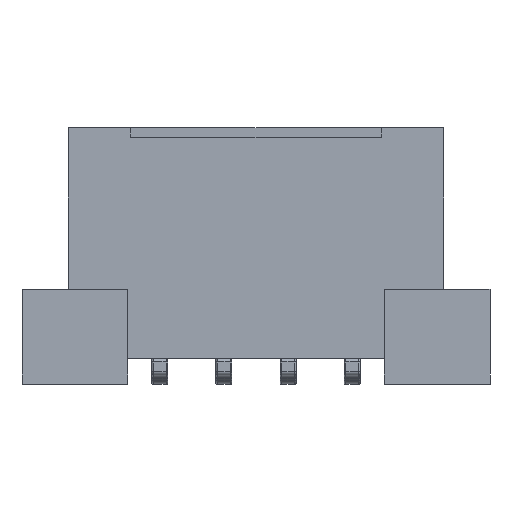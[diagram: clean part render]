
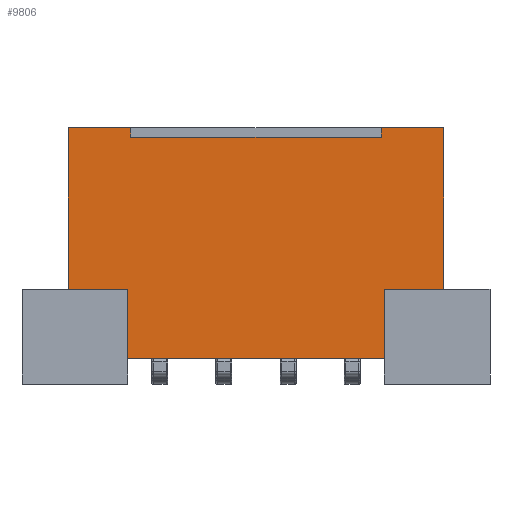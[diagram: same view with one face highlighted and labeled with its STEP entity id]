
A CAD part, front view. The second image highlights one B-rep face of the part: STEP entity #9806.
In plain terms, the highlighted planar face has unit normal (0, -1, 0).
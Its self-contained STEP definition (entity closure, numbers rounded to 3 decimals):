
#300 = CARTESIAN_POINT ( 'NONE',  ( -1., -3.3, 7.71 ) ) ;
#694 = CARTESIAN_POINT ( 'NONE',  ( 8.85, -3.3, 8.01 ) ) ;
#705 = CARTESIAN_POINT ( 'NONE',  ( -2.85, -3.3, 2.96 ) ) ;
#881 = ORIENTED_EDGE ( 'NONE', *, *, #20250, .F. ) ;
#1236 = VERTEX_POINT ( 'NONE', #20208 ) ;
#1525 = ORIENTED_EDGE ( 'NONE', *, *, #16820, .F. ) ;
#1634 = VERTEX_POINT ( 'NONE', #7864 ) ;
#1870 = VECTOR ( 'NONE', #25778, 1000. ) ;
#2253 = VERTEX_POINT ( 'NONE', #30614 ) ;
#2254 = LINE ( 'NONE', #22201, #16273 ) ;
#2764 = PLANE ( 'NONE',  #29358 ) ;
#3471 = LINE ( 'NONE', #26243, #15815 ) ;
#4061 = VECTOR ( 'NONE', #9332, 1000. ) ;
#4450 = VERTEX_POINT ( 'NONE', #11598 ) ;
#5132 = DIRECTION ( 'NONE',  ( -1., 0., 0. ) ) ;
#5143 = VERTEX_POINT ( 'NONE', #7902 ) ;
#5179 = VECTOR ( 'NONE', #26064, 1000. ) ;
#5200 = EDGE_CURVE ( 'NONE', #15822, #35786, #2254, .T. ) ;
#5242 = VECTOR ( 'NONE', #28494, 1000. ) ;
#5498 = CARTESIAN_POINT ( 'NONE',  ( -1., -3.3, 2.96 ) ) ;
#6070 = DIRECTION ( 'NONE',  ( 0., 0., -1. ) ) ;
#7018 = DIRECTION ( 'NONE',  ( 1., 0., 0. ) ) ;
#7126 = LINE ( 'NONE', #29588, #5179 ) ;
#7380 = VECTOR ( 'NONE', #34739, 1000. ) ;
#7864 = CARTESIAN_POINT ( 'NONE',  ( -0.9, -3.3, 8.01 ) ) ;
#7902 = CARTESIAN_POINT ( 'NONE',  ( -2.85, -3.3, 2.96 ) ) ;
#8187 = ORIENTED_EDGE ( 'NONE', *, *, #26816, .T. ) ;
#9332 = DIRECTION ( 'NONE',  ( 0., 0., 1. ) ) ;
#9397 = VECTOR ( 'NONE', #20951, 1000. ) ;
#9802 = ORIENTED_EDGE ( 'NONE', *, *, #16409, .F. ) ;
#9806 = ADVANCED_FACE ( 'NONE', ( #27971 ), #2764, .F. ) ;
#10098 = ORIENTED_EDGE ( 'NONE', *, *, #16510, .F. ) ;
#10768 = VERTEX_POINT ( 'NONE', #15875 ) ;
#11049 = CARTESIAN_POINT ( 'NONE',  ( -0.9, -3.3, 8.01 ) ) ;
#11403 = DIRECTION ( 'NONE',  ( 0., 1., 0. ) ) ;
#11555 = LINE ( 'NONE', #694, #5242 ) ;
#11598 = CARTESIAN_POINT ( 'NONE',  ( -1., -3.3, 0.81 ) ) ;
#12503 = VERTEX_POINT ( 'NONE', #28134 ) ;
#12732 = EDGE_CURVE ( 'NONE', #10768, #4450, #32702, .T. ) ;
#12957 = CARTESIAN_POINT ( 'NONE',  ( 8.85, -3.3, 0.81 ) ) ;
#12998 = CARTESIAN_POINT ( 'NONE',  ( -0.9, -3.3, 7.71 ) ) ;
#14353 = EDGE_CURVE ( 'NONE', #15822, #1236, #14837, .T. ) ;
#14837 = LINE ( 'NONE', #15603, #7380 ) ;
#15365 = LINE ( 'NONE', #17628, #32158 ) ;
#15603 = CARTESIAN_POINT ( 'NONE',  ( 8.85, -3.3, 2.96 ) ) ;
#15815 = VECTOR ( 'NONE', #17718, 1000. ) ;
#15822 = VERTEX_POINT ( 'NONE', #21367 ) ;
#15875 = CARTESIAN_POINT ( 'NONE',  ( 7., -3.3, 0.81 ) ) ;
#16079 = VECTOR ( 'NONE', #5132, 1000. ) ;
#16273 = VECTOR ( 'NONE', #25168, 1000. ) ;
#16409 = EDGE_CURVE ( 'NONE', #35786, #10768, #3471, .T. ) ;
#16510 = EDGE_CURVE ( 'NONE', #24839, #5143, #7126, .T. ) ;
#16513 = ORIENTED_EDGE ( 'NONE', *, *, #14353, .T. ) ;
#16715 = ORIENTED_EDGE ( 'NONE', *, *, #5200, .F. ) ;
#16820 = EDGE_CURVE ( 'NONE', #5143, #12503, #17180, .T. ) ;
#17180 = LINE ( 'NONE', #705, #4061 ) ;
#17628 = CARTESIAN_POINT ( 'NONE',  ( 7., -3.3, 7.71 ) ) ;
#17718 = DIRECTION ( 'NONE',  ( 0., 0., -1. ) ) ;
#17960 = VERTEX_POINT ( 'NONE', #12998 ) ;
#18091 = ORIENTED_EDGE ( 'NONE', *, *, #12732, .F. ) ;
#18158 = CARTESIAN_POINT ( 'NONE',  ( 6.9, -3.3, 8.01 ) ) ;
#19276 = LINE ( 'NONE', #36536, #1870 ) ;
#20150 = DIRECTION ( 'NONE',  ( -1., 0., 0. ) ) ;
#20208 = CARTESIAN_POINT ( 'NONE',  ( 8.85, -3.3, 8.01 ) ) ;
#20250 = EDGE_CURVE ( 'NONE', #17960, #2253, #15365, .T. ) ;
#20595 = ORIENTED_EDGE ( 'NONE', *, *, #30193, .F. ) ;
#20951 = DIRECTION ( 'NONE',  ( -1., 0., 0. ) ) ;
#21367 = CARTESIAN_POINT ( 'NONE',  ( 8.85, -3.3, 2.96 ) ) ;
#22201 = CARTESIAN_POINT ( 'NONE',  ( 8.85, -3.3, 2.96 ) ) ;
#23103 = CARTESIAN_POINT ( 'NONE',  ( 8.85, -3.3, 2.96 ) ) ;
#23185 = EDGE_CURVE ( 'NONE', #23243, #2253, #19276, .T. ) ;
#23243 = VERTEX_POINT ( 'NONE', #18158 ) ;
#24348 = EDGE_LOOP ( 'NONE', ( #18091, #9802, #16715, #16513, #25616, #25975, #881, #20595, #25600, #1525, #10098, #8187 ) ) ;
#24728 = EDGE_CURVE ( 'NONE', #1634, #12503, #33150, .T. ) ;
#24839 = VERTEX_POINT ( 'NONE', #5498 ) ;
#25168 = DIRECTION ( 'NONE',  ( -1., 0., 0. ) ) ;
#25600 = ORIENTED_EDGE ( 'NONE', *, *, #24728, .T. ) ;
#25616 = ORIENTED_EDGE ( 'NONE', *, *, #32039, .T. ) ;
#25778 = DIRECTION ( 'NONE',  ( 0., 0., -1. ) ) ;
#25975 = ORIENTED_EDGE ( 'NONE', *, *, #23185, .T. ) ;
#26064 = DIRECTION ( 'NONE',  ( -1., 0., 0. ) ) ;
#26243 = CARTESIAN_POINT ( 'NONE',  ( 7., -3.3, 7.71 ) ) ;
#26340 = VECTOR ( 'NONE', #28282, 1000. ) ;
#26816 = EDGE_CURVE ( 'NONE', #24839, #4450, #28462, .T. ) ;
#27971 = FACE_OUTER_BOUND ( 'NONE', #24348, .T. ) ;
#28134 = CARTESIAN_POINT ( 'NONE',  ( -2.85, -3.3, 8.01 ) ) ;
#28282 = DIRECTION ( 'NONE',  ( 0., 0., -1. ) ) ;
#28462 = LINE ( 'NONE', #300, #26340 ) ;
#28494 = DIRECTION ( 'NONE',  ( -1., 0., 0. ) ) ;
#29358 = AXIS2_PLACEMENT_3D ( 'NONE', #23103, #11403, #20150 ) ;
#29588 = CARTESIAN_POINT ( 'NONE',  ( -2.85, -3.3, 2.96 ) ) ;
#30193 = EDGE_CURVE ( 'NONE', #1634, #17960, #33917, .T. ) ;
#30514 = CARTESIAN_POINT ( 'NONE',  ( -2.85, -3.3, 8.01 ) ) ;
#30614 = CARTESIAN_POINT ( 'NONE',  ( 6.9, -3.3, 7.71 ) ) ;
#32039 = EDGE_CURVE ( 'NONE', #1236, #23243, #11555, .T. ) ;
#32158 = VECTOR ( 'NONE', #7018, 1000. ) ;
#32702 = LINE ( 'NONE', #12957, #9397 ) ;
#33041 = CARTESIAN_POINT ( 'NONE',  ( 7., -3.3, 2.96 ) ) ;
#33150 = LINE ( 'NONE', #30514, #16079 ) ;
#33567 = VECTOR ( 'NONE', #6070, 1000. ) ;
#33917 = LINE ( 'NONE', #11049, #33567 ) ;
#34739 = DIRECTION ( 'NONE',  ( 0., 0., 1. ) ) ;
#35786 = VERTEX_POINT ( 'NONE', #33041 ) ;
#36536 = CARTESIAN_POINT ( 'NONE',  ( 6.9, -3.3, 8.01 ) ) ;
